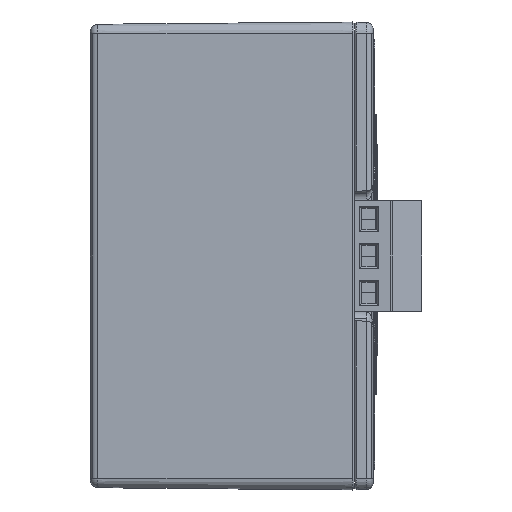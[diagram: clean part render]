
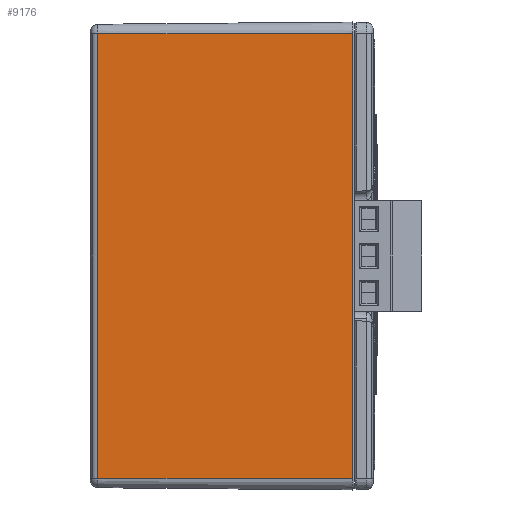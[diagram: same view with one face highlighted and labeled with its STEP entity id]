
A CAD part, left-side view. The second image highlights one B-rep face of the part: STEP entity #9176.
In plain terms, the highlighted face is planar.
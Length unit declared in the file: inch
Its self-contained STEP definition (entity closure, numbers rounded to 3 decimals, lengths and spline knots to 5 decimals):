
#1392 = EDGE_CURVE ( 'NONE', #105886, #27320, #60306, .T. ) ;
#3180 = LINE ( 'NONE', #109049, #110893 ) ;
#9176 = ADVANCED_FACE ( 'NONE', ( #9210 ), #114459, .T. ) ;
#9210 = FACE_OUTER_BOUND ( 'NONE', #58837, .T. ) ;
#10926 = EDGE_CURVE ( 'NONE', #33906, #12033, #94911, .T. ) ;
#12033 = VERTEX_POINT ( 'NONE', #51517 ) ;
#15509 = CARTESIAN_POINT ( 'NONE',  ( -1.76491, -0.01, 1.2025 ) ) ;
#16495 = ORIENTED_EDGE ( 'NONE', *, *, #18852, .T. ) ;
#18852 = EDGE_CURVE ( 'NONE', #105886, #12033, #3180, .T. ) ;
#19334 = AXIS2_PLACEMENT_3D ( 'NONE', #28685, #105025, #95660 ) ;
#23897 = DIRECTION ( 'NONE',  ( 0.009, -1., 0. ) ) ;
#27320 = VERTEX_POINT ( 'NONE', #15509 ) ;
#28685 = CARTESIAN_POINT ( 'NONE',  ( -1.765, 0., -1.2025 ) ) ;
#28991 = EDGE_CURVE ( 'NONE', #27320, #33906, #57949, .T. ) ;
#33906 = VERTEX_POINT ( 'NONE', #109803 ) ;
#40325 = VECTOR ( 'NONE', #119652, 39.37008 ) ;
#40916 = CARTESIAN_POINT ( 'NONE',  ( -1.765, 0., 1.2025 ) ) ;
#45778 = CARTESIAN_POINT ( 'NONE',  ( -1.76491, -0.01, -0.60125 ) ) ;
#48530 = ORIENTED_EDGE ( 'NONE', *, *, #10926, .F. ) ;
#51517 = CARTESIAN_POINT ( 'NONE',  ( -1.75291, -1.38537, -1.2025 ) ) ;
#54875 = CARTESIAN_POINT ( 'NONE',  ( -1.75291, -1.38537, -0.60125 ) ) ;
#57949 = LINE ( 'NONE', #40916, #63249 ) ;
#58837 = EDGE_LOOP ( 'NONE', ( #68086, #16495, #48530, #79105 ) ) ;
#60306 = LINE ( 'NONE', #45778, #108031 ) ;
#62134 = DIRECTION ( 'NONE',  ( 0., 0., 1. ) ) ;
#63249 = VECTOR ( 'NONE', #107281, 39.37008 ) ;
#68086 = ORIENTED_EDGE ( 'NONE', *, *, #1392, .F. ) ;
#79105 = ORIENTED_EDGE ( 'NONE', *, *, #28991, .F. ) ;
#94911 = LINE ( 'NONE', #54875, #40325 ) ;
#95660 = DIRECTION ( 'NONE',  ( 0., 0., -1. ) ) ;
#105025 = DIRECTION ( 'NONE',  ( -1., -0.009, 0. ) ) ;
#105886 = VERTEX_POINT ( 'NONE', #123829 ) ;
#107281 = DIRECTION ( 'NONE',  ( 0.009, -1., 0. ) ) ;
#108031 = VECTOR ( 'NONE', #62134, 39.37008 ) ;
#109049 = CARTESIAN_POINT ( 'NONE',  ( -1.765, 0., -1.2025 ) ) ;
#109803 = CARTESIAN_POINT ( 'NONE',  ( -1.75291, -1.38537, 1.2025 ) ) ;
#110893 = VECTOR ( 'NONE', #23897, 39.37008 ) ;
#114459 = PLANE ( 'NONE',  #19334 ) ;
#119652 = DIRECTION ( 'NONE',  ( 0., 0., -1. ) ) ;
#123829 = CARTESIAN_POINT ( 'NONE',  ( -1.76491, -0.01, -1.2025 ) ) ;
